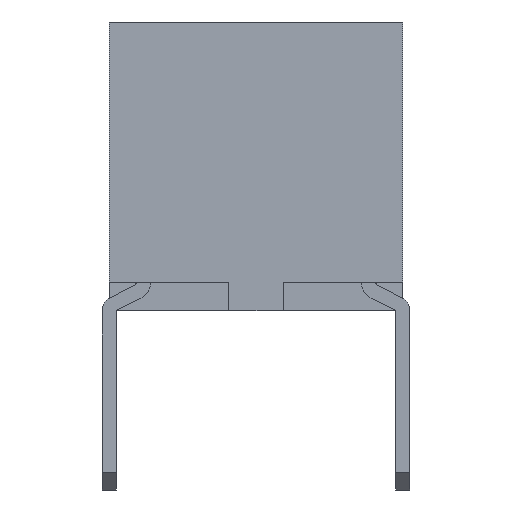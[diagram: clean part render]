
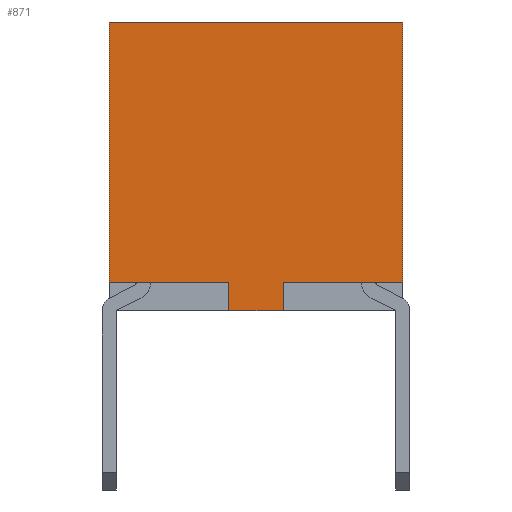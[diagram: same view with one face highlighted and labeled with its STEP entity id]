
A CAD part, left-side view. The second image highlights one B-rep face of the part: STEP entity #871.
In plain terms, the highlighted planar face has unit normal (-1, 0, 0).
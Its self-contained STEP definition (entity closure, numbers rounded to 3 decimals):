
#871 = ADVANCED_FACE( '', ( #1769 ), #1770, .F. );
#1769 = FACE_OUTER_BOUND( '', #2727, .T. );
#1770 = PLANE( '', #2728 );
#2727 = EDGE_LOOP( '', ( #4830, #4831, #4832, #4833, #4834, #4835, #4836, #4837 ) );
#2728 = AXIS2_PLACEMENT_3D( '', #4838, #4839, #4840 );
#4830 = ORIENTED_EDGE( '', *, *, #6827, .F. );
#4831 = ORIENTED_EDGE( '', *, *, #6686, .T. );
#4832 = ORIENTED_EDGE( '', *, *, #6828, .T. );
#4833 = ORIENTED_EDGE( '', *, *, #6580, .F. );
#4834 = ORIENTED_EDGE( '', *, *, #6563, .F. );
#4835 = ORIENTED_EDGE( '', *, *, #6766, .F. );
#4836 = ORIENTED_EDGE( '', *, *, #6829, .T. );
#4837 = ORIENTED_EDGE( '', *, *, #6830, .T. );
#4838 = CARTESIAN_POINT( '', ( -10.46, 0., 0. ) );
#4839 = DIRECTION( '', ( 1., 0., 0. ) );
#4840 = DIRECTION( '', ( 0., 0., -1. ) );
#6563 = EDGE_CURVE( '', #8087, #8088, #8089, .T. );
#6580 = EDGE_CURVE( '', #8088, #8110, #8111, .T. );
#6686 = EDGE_CURVE( '', #8247, #8253, #8255, .T. );
#6766 = EDGE_CURVE( '', #8355, #8087, #8357, .T. );
#6827 = EDGE_CURVE( '', #8247, #8436, #8437, .T. );
#6828 = EDGE_CURVE( '', #8253, #8110, #8438, .T. );
#6829 = EDGE_CURVE( '', #8355, #8439, #8440, .T. );
#6830 = EDGE_CURVE( '', #8439, #8436, #8441, .T. );
#8087 = VERTEX_POINT( '', #10211 );
#8088 = VERTEX_POINT( '', #10212 );
#8089 = LINE( '', #10213, #10214 );
#8110 = VERTEX_POINT( '', #10245 );
#8111 = LINE( '', #10246, #10247 );
#8247 = VERTEX_POINT( '', #10464 );
#8253 = VERTEX_POINT( '', #10473 );
#8255 = LINE( '', #10476, #10477 );
#8355 = VERTEX_POINT( '', #10641 );
#8357 = LINE( '', #10644, #10645 );
#8436 = VERTEX_POINT( '', #10762 );
#8437 = LINE( '', #10763, #10764 );
#8438 = LINE( '', #10765, #10766 );
#8439 = VERTEX_POINT( '', #10767 );
#8440 = LINE( '', #10768, #10769 );
#8441 = LINE( '', #10770, #10771 );
#10211 = CARTESIAN_POINT( '', ( -10.46, 2.54, 2.5 ) );
#10212 = CARTESIAN_POINT( '', ( -10.46, -2.54, 2.5 ) );
#10213 = CARTESIAN_POINT( '', ( -10.46, 2.54, 2.5 ) );
#10214 = VECTOR( '', #11705, 1000. );
#10245 = CARTESIAN_POINT( '', ( -10.46, -2.54, -2. ) );
#10246 = CARTESIAN_POINT( '', ( -10.46, -2.54, 2.5 ) );
#10247 = VECTOR( '', #11719, 1000. );
#10464 = CARTESIAN_POINT( '', ( -10.46, -0.47, -2.5 ) );
#10473 = CARTESIAN_POINT( '', ( -10.46, -0.47, -2. ) );
#10476 = CARTESIAN_POINT( '', ( -10.46, -0.47, 0. ) );
#10477 = VECTOR( '', #11800, 1000. );
#10641 = CARTESIAN_POINT( '', ( -10.46, 2.54, -2. ) );
#10644 = CARTESIAN_POINT( '', ( -10.46, 2.54, -2.5 ) );
#10645 = VECTOR( '', #11865, 1000. );
#10762 = CARTESIAN_POINT( '', ( -10.46, 0.47, -2.5 ) );
#10763 = CARTESIAN_POINT( '', ( -10.46, -2.54, -2.5 ) );
#10764 = VECTOR( '', #11910, 1000. );
#10765 = CARTESIAN_POINT( '', ( -10.46, 0., -2. ) );
#10766 = VECTOR( '', #11911, 1000. );
#10767 = CARTESIAN_POINT( '', ( -10.46, 0.47, -2. ) );
#10768 = CARTESIAN_POINT( '', ( -10.46, 0., -2. ) );
#10769 = VECTOR( '', #11912, 1000. );
#10770 = CARTESIAN_POINT( '', ( -10.46, 0.47, 0. ) );
#10771 = VECTOR( '', #11913, 1000. );
#11705 = DIRECTION( '', ( 0., -1., 0. ) );
#11719 = DIRECTION( '', ( 0., 0., -1. ) );
#11800 = DIRECTION( '', ( 0., 0., 1. ) );
#11865 = DIRECTION( '', ( 0., 0., 1. ) );
#11910 = DIRECTION( '', ( 0., 1., 0. ) );
#11911 = DIRECTION( '', ( 0., -1., 0. ) );
#11912 = DIRECTION( '', ( 0., -1., 0. ) );
#11913 = DIRECTION( '', ( 0., 0., -1. ) );
